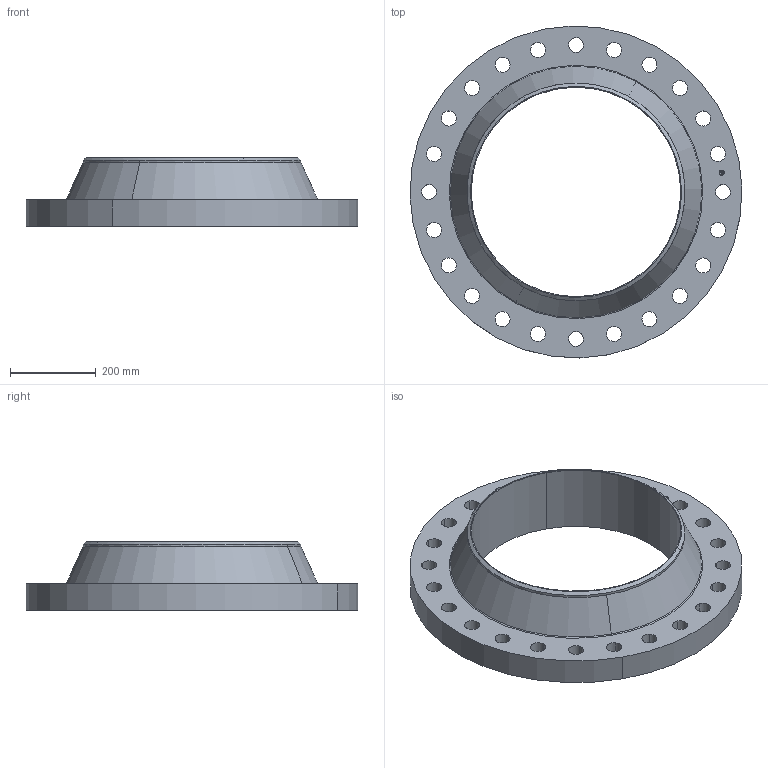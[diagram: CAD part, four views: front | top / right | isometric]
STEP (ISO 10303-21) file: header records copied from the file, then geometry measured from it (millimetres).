
FILE_DESCRIPTION(('3D STEP'),'2;1');
FILE_NAME('20-300-WELD-NECK-FF-STD-FLANGE.stp','2013-01-27T05:27:46+00:00',('Texas Flange'),(''),'CATIA Version 5 Release 20 SP 6 (IN-10)','CATIA V5 STEP AP214','800-826-3801');
FILE_SCHEMA(('AUTOMOTIVE_DESIGN { 1 0 10303 214 1 1 1 1 }'));
Length unit declared in the file: inch
Products named in the file (1): 20-300-WELD-NECK-FF-STD-FLANGE
Bounding box: 774.48 x 774.48 x 160.53 mm (x, y, z)
Volume: 20464300.5 mm3; surface area: 1189958.3 mm2
Topology: 1 solids, 1 shells, 449 faces, 1282 edges, 854 vertices
Faces by surface type: plane 369, cylinder 74, cone 4, torus 2
Entity records: 16752 total; most frequent: ORIENTED_EDGE 2564, CARTESIAN_POINT 2521, DIRECTION 2050, EDGE_CURVE 1282, VECTOR 1122, LINE 1122, VERTEX_POINT 854, AXIS2_PLACEMENT_3D 545
